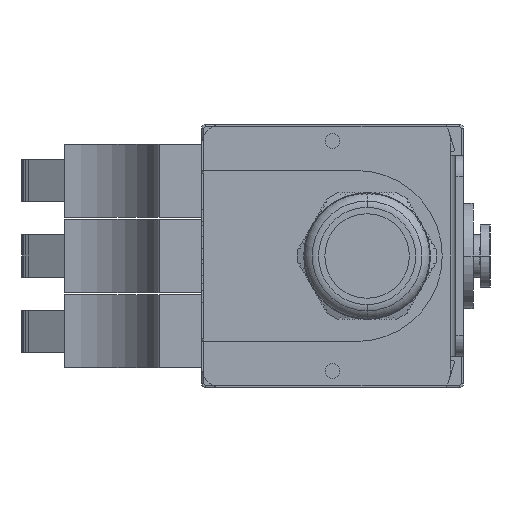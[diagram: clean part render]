
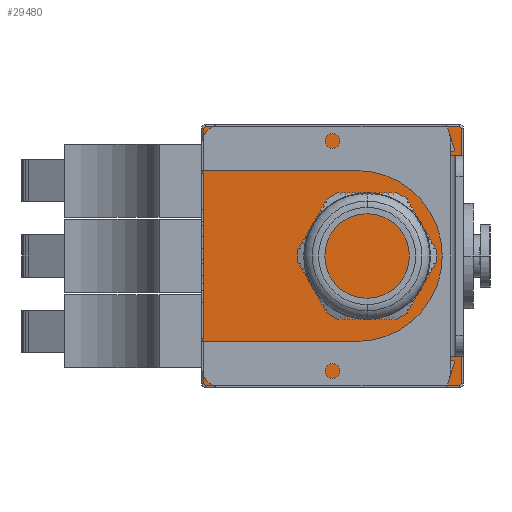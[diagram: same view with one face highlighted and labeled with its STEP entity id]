
A CAD part, left-side view. The second image highlights one B-rep face of the part: STEP entity #29480.
In plain terms, the highlighted planar face has unit normal (-1, 0, 0).
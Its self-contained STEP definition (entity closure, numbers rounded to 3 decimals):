
#9628=CARTESIAN_POINT('',(0.,0.5,-30.25));
#9629=CARTESIAN_POINT('',(0.,0.5,-30.346));
#9630=CARTESIAN_POINT('',(0.,0.547,-30.511));
#9631=CARTESIAN_POINT('',(0.,0.744,-30.705));
#9632=CARTESIAN_POINT('',(0.,0.906,-30.75));
#9633=CARTESIAN_POINT('',(0.,1.,-30.75));
#9644=DIRECTION('',(0.,1.,0.));
#9645=VECTOR('',#9644,60.);
#9646=CARTESIAN_POINT('',(0.,1.,-30.75));
#9647=LINE('',#9646,#9645);
#9883=CARTESIAN_POINT('',(0.,61.5,30.25));
#9884=CARTESIAN_POINT('',(0.,61.5,30.346));
#9885=CARTESIAN_POINT('',(0.,61.453,30.511));
#9886=CARTESIAN_POINT('',(0.,61.256,30.705));
#9887=CARTESIAN_POINT('',(0.,61.094,30.75));
#9888=CARTESIAN_POINT('',(0.,61.,30.75));
#9899=DIRECTION('',(0.,-1.,0.));
#9900=VECTOR('',#9899,60.);
#9901=CARTESIAN_POINT('',(0.,61.,30.75));
#9902=LINE('',#9901,#9900);
#9913=CARTESIAN_POINT('',(0.,1.,30.75));
#9914=CARTESIAN_POINT('',(0.,0.906,30.75));
#9915=CARTESIAN_POINT('',(0.,0.744,30.705));
#9916=CARTESIAN_POINT('',(0.,0.547,30.511));
#9917=CARTESIAN_POINT('',(0.,0.5,30.346));
#9918=CARTESIAN_POINT('',(0.,0.5,30.25));
#10010=DIRECTION('',(0.,0.,-1.));
#10011=VECTOR('',#10010,60.5);
#10012=CARTESIAN_POINT('',(0.,0.5,30.25));
#10013=LINE('',#10012,#10011);
#10019=DIRECTION('',(0.,0.,-1.));
#10020=VECTOR('',#10019,39.3);
#10021=CARTESIAN_POINT('',(0.,61.5,19.65));
#10022=LINE('',#10021,#10020);
#10023=DIRECTION('',(0.,0.,1.));
#10024=VECTOR('',#10023,10.6);
#10025=CARTESIAN_POINT('',(0.,61.5,-30.25));
#10026=LINE('',#10025,#10024);
#10046=CARTESIAN_POINT('',(0.,61.,-30.75));
#10047=CARTESIAN_POINT('',(0.,61.094,-30.75));
#10048=CARTESIAN_POINT('',(0.,61.256,-30.705));
#10049=CARTESIAN_POINT('',(0.,61.453,-30.511));
#10050=CARTESIAN_POINT('',(0.,61.5,-30.346));
#10051=CARTESIAN_POINT('',(0.,61.5,-30.25));
#10078=DIRECTION('',(0.,0.,1.));
#10079=VECTOR('',#10078,10.6);
#10080=CARTESIAN_POINT('',(0.,61.5,19.65));
#10081=LINE('',#10080,#10079);
#12673=CARTESIAN_POINT('',(0.,61.5,-30.25));
#12674=CARTESIAN_POINT('',(0.,61.5,-19.65));
#12675=VERTEX_POINT('',#12673);
#12676=VERTEX_POINT('',#12674);
#12683=VERTEX_POINT('',#10046);
#12686=CARTESIAN_POINT('',(0.,1.,-30.75));
#12687=VERTEX_POINT('',#12686);
#12690=VERTEX_POINT('',#9628);
#12693=CARTESIAN_POINT('',(0.,0.5,30.25));
#12694=VERTEX_POINT('',#12693);
#12697=VERTEX_POINT('',#9913);
#12700=CARTESIAN_POINT('',(0.,61.,30.75));
#12701=VERTEX_POINT('',#12700);
#12704=VERTEX_POINT('',#9883);
#12707=CARTESIAN_POINT('',(0.,61.5,19.65));
#12708=VERTEX_POINT('',#12707);
#29459=CARTESIAN_POINT('',(0.,0.,0.));
#29460=DIRECTION('',(1.,0.,0.));
#29461=DIRECTION('',(0.,0.,-1.));
#29462=AXIS2_PLACEMENT_3D('',#29459,#29460,#29461);
#29463=PLANE('',#29462);
#29465=ORIENTED_EDGE('',*,*,#29464,.T.);
#29467=ORIENTED_EDGE('',*,*,#29466,.F.);
#29469=ORIENTED_EDGE('',*,*,#29468,.T.);
#29470=ORIENTED_EDGE('',*,*,#29289,.T.);
#29471=ORIENTED_EDGE('',*,*,#29304,.T.);
#29472=ORIENTED_EDGE('',*,*,#29319,.T.);
#29473=ORIENTED_EDGE('',*,*,#29453,.T.);
#29474=ORIENTED_EDGE('',*,*,#28905,.T.);
#29475=ORIENTED_EDGE('',*,*,#28921,.T.);
#29477=ORIENTED_EDGE('',*,*,#29476,.T.);
#29478=EDGE_LOOP('',(#29465,#29467,#29469,#29470,#29471,#29472,#29473,#29474,
#29475,#29477));
#29479=FACE_OUTER_BOUND('',#29478,.F.);
#29480=ADVANCED_FACE('',(#29479),#29463,.F.);
#9634=B_SPLINE_CURVE_WITH_KNOTS('',3,(#9628,#9629,#9630,#9631,#9632,#9633),
.UNSPECIFIED.,.F.,.F.,(4,1,1,4),(0.,0.333,0.667,1.),
.UNSPECIFIED.);
#9889=B_SPLINE_CURVE_WITH_KNOTS('',3,(#9883,#9884,#9885,#9886,#9887,#9888),
.UNSPECIFIED.,.F.,.F.,(4,1,1,4),(0.,0.333,0.667,1.),
.UNSPECIFIED.);
#9919=B_SPLINE_CURVE_WITH_KNOTS('',3,(#9913,#9914,#9915,#9916,#9917,#9918),
.UNSPECIFIED.,.F.,.F.,(4,1,1,4),(0.,0.333,0.667,1.),
.UNSPECIFIED.);
#10052=B_SPLINE_CURVE_WITH_KNOTS('',3,(#10046,#10047,#10048,#10049,#10050,
#10051),.UNSPECIFIED.,.F.,.F.,(4,1,1,4),(0.,0.333,
0.667,1.),.UNSPECIFIED.);
#28905=EDGE_CURVE('',#12690,#12687,#9634,.T.);
#28921=EDGE_CURVE('',#12687,#12683,#9647,.T.);
#29289=EDGE_CURVE('',#12704,#12701,#9889,.T.);
#29304=EDGE_CURVE('',#12701,#12697,#9902,.T.);
#29319=EDGE_CURVE('',#12697,#12694,#9919,.T.);
#29453=EDGE_CURVE('',#12694,#12690,#10013,.T.);
#29464=EDGE_CURVE('',#12675,#12676,#10026,.T.);
#29466=EDGE_CURVE('',#12708,#12676,#10022,.T.);
#29468=EDGE_CURVE('',#12708,#12704,#10081,.T.);
#29476=EDGE_CURVE('',#12683,#12675,#10052,.T.);
